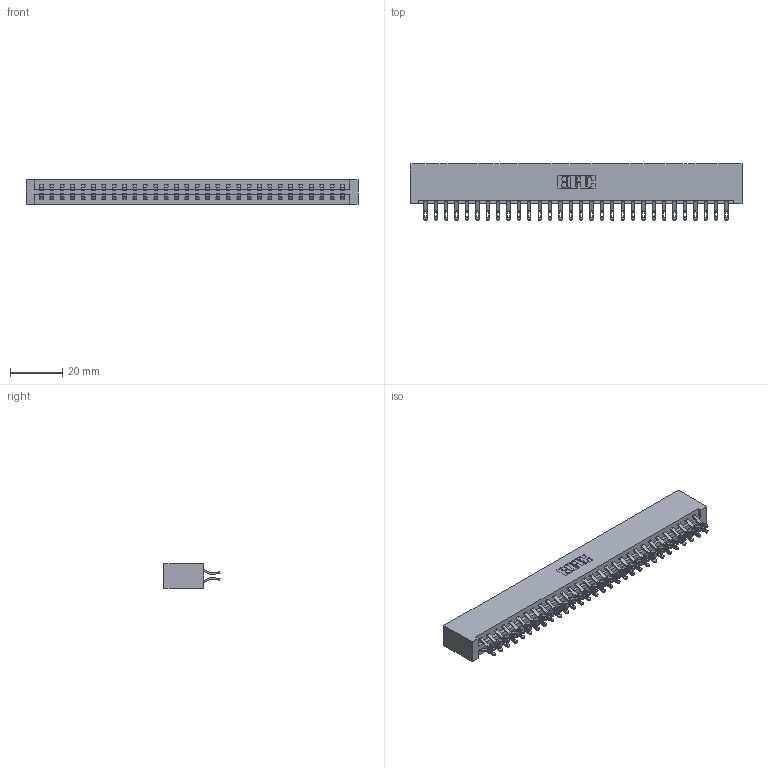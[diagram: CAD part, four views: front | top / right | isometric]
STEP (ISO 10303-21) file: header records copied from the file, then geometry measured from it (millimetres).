
FILE_DESCRIPTION (( 'STEP AP203' ), '1' );
FILE_NAME ('387-060-555-201.STEP', '2019-10-19T13:55:18', ( '' ), ( '' ), 'SwSTEP 2.0', 'SolidWorks 2016', '' );
FILE_SCHEMA (( 'CONFIG_CONTROL_DESIGN' ));
Length unit declared in the file: inch
Products named in the file (3): 387-060-555-201; 345-292-001_555 Tail; 337 Part_No Mounting Lugs
Assembly tree (61 placements, depth 2):
  387-060-555-201
    337 Part_No Mounting Lugs
    345-292-001_555 Tail  x60
Bounding box: 126.75 x 21.47 x 9.4 mm (x, y, z)
Volume: 14132.5 mm3; surface area: 16572.2 mm2
Topology: 61 solids, 61 shells, 3706 faces, 11627 edges, 7750 vertices
Faces by surface type: plane 2226, cylinder 1480
Entity records: 24861 total; most frequent: CARTESIAN_POINT 4232, ORIENTED_EDGE 4138, DIRECTION 3585, EDGE_CURVE 2069, LINE 1929, VECTOR 1929, VERTEX_POINT 1378, AXIS2_PLACEMENT_3D 828
